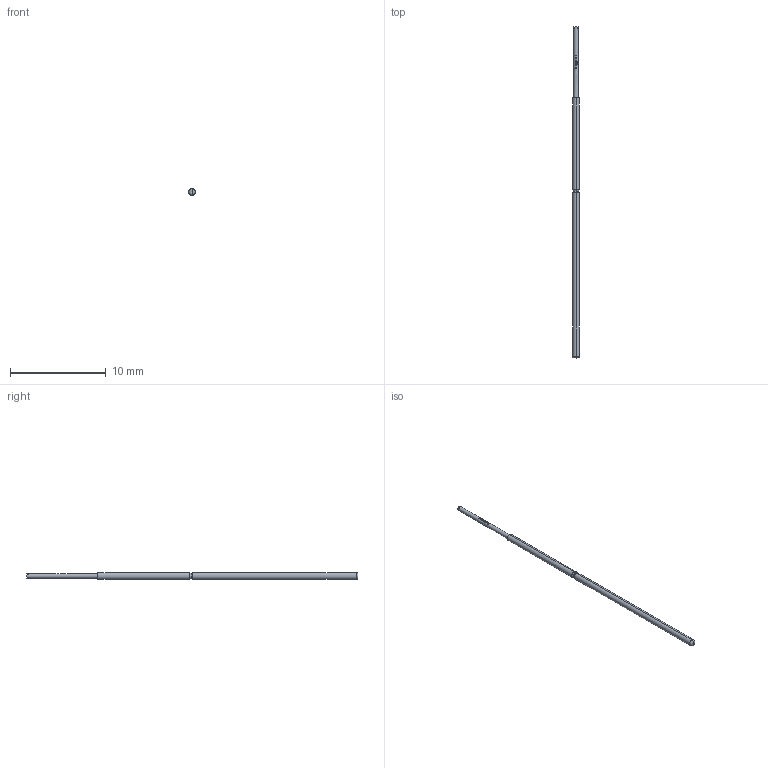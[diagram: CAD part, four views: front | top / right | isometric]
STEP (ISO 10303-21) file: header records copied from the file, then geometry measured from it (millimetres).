
FILE_DESCRIPTION (( 'STEP AP203' ), '1' );
FILE_NAME ('INGUN_GKS-081_354_050_A_xx00.STEP', '2021-09-30T07:42:20', ( 'ochi' ), ( '' ), 'SwSTEP 2.0', 'SolidWorks 2018', '' );
FILE_SCHEMA (( 'CONFIG_CONTROL_DESIGN' ));
Length unit declared in the file: millimetre
Products named in the file (1): INGUN_GKS-081_354_050_A_xx00
Bounding box: 0.7 x 34.6 x 0.7 mm (x, y, z)
Volume: 11.6 mm3; surface area: 71 mm2
Topology: 1 solids, 1 shells, 89 faces, 228 edges, 146 vertices
Faces by surface type: plane 49, bspline 22, cylinder 12, torus 6
Entity records: 2947 total; most frequent: CARTESIAN_POINT 928, ORIENTED_EDGE 452, DIRECTION 326, EDGE_CURVE 226, VERTEX_POINT 146, AXIS2_PLACEMENT_3D 126, EDGE_LOOP 96, ADVANCED_FACE 89
